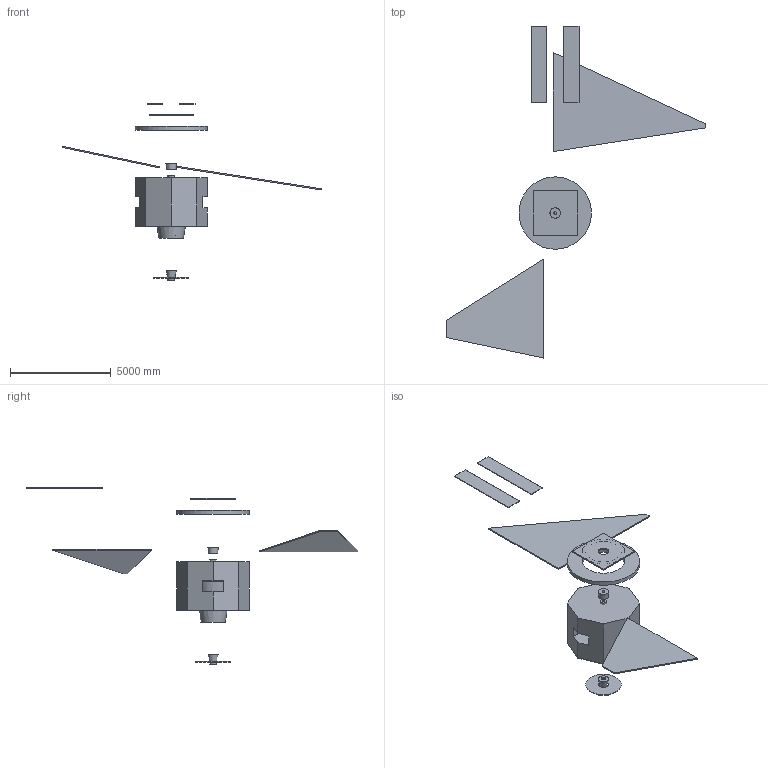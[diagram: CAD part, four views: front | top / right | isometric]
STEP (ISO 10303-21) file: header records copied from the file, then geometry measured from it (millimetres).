
FILE_DESCRIPTION(('FreeCAD Model'),'2;1');
FILE_NAME('AFA.step','2020-09-05T18:08:50',('Author'),(''), 'Open CASCADE STEP processor 7.4','FreeCAD','Unknown');
FILE_SCHEMA(('AUTOMOTIVE_DESIGN { 1 0 10303 214 1 1 1 1 }'));
Length unit declared in the file: millimetre
Products named in the file (59): AFA; AFaM; GDMLPolycone_TGeoPcon; AFaInnerShield; AFaWTube1; GDMLPolycone_TGeoPcon0x1; AFaWTube2; GDMLPolycone_TGeoPcon0x2; AFaWTube3; GDMLCone_TGeoCone; AFaWTube4; GDMLCone_TGeoCone0x1; AFaWPlateA; GDMLPolycone_TGeoPcon0x3; AFaWPlateAI; GDMLPolycone_TGeoPcon0x4; AFaSteelEnvelope; subtraction_shFaSteelEnvelope; AFaPbCone; GDMLPolycone_TGeoPcon0x5; AFaPbConeI; GDMLPolycone_TGeoPcon0x6; AFaCH2Cone; GDMLCone_TGeoCone0x2; AFaFlange; GDMLPolycone_TGeoPcon0x7; AFaMgRing; GDMLPolycone_TGeoPcon0x8; AFaCompRing; GDMLPolycone_TGeoPcon0x9; AFaAcc; GDMLPolycone_TGeoPcon0x10; AFaGraphiteCone; GDMLPolycone_TGeoPcon0x11; AFaGraphiteConeO; GDMLCone_TGeoCone0x3; AFaConcreteCone; GDMLCone_TGeoCone0x4; AFaSteelCone25; GDMLCone_TGeoCone0x5 ...
Assembly tree (58 placements, depth 6):
  AFA
    AFaM
      GDMLPolycone_TGeoPcon
      AFaInnerShield
        AFaWTube1
          GDMLPolycone_TGeoPcon0x1
        AFaWTube2
          GDMLPolycone_TGeoPcon0x2
        AFaWTube3
          GDMLCone_TGeoCone
        AFaWTube4
          GDMLCone_TGeoCone0x1
      AFaWPlateA
        GDMLPolycone_TGeoPcon0x3
        AFaWPlateAI
          GDMLPolycone_TGeoPcon0x4
      AFaSteelEnvelope
        subtraction_shFaSteelEnvelope
      AFaPbCone
        GDMLPolycone_TGeoPcon0x5
        AFaPbConeI
          GDMLPolycone_TGeoPcon0x6
      AFaCH2Cone
        GDMLCone_TGeoCone0x2
      AFaFlange
        GDMLPolycone_TGeoPcon0x7
      AFaMgRing
        GDMLPolycone_TGeoPcon0x8
      AFaCompRing
        GDMLPolycone_TGeoPcon0x9
      AFaAcc
        GDMLPolycone_TGeoPcon0x10
        AFaGraphiteCone
          GDMLPolycone_TGeoPcon0x11
          AFaGraphiteConeO
            GDMLCone_TGeoCone0x3
        AFaConcreteCone
          GDMLCone_TGeoCone0x4
        AFaSteelCone25
          GDMLCone_TGeoCone0x5
        AFaSteelCone31
          GDMLCone_TGeoCone0x6
          AFaSteelCone31I
            GDMLCone_TGeoCone0x7
    AFaEndPlate
      subtraction_shFaEndPlate
    AFass
      AFassUBFlange
        GDMLBox_TGeoBBox
      AFassUBFlange001
        GDMLBox_TGeoBBox001
      AFassUMFlange
        GDMLTrap_TGeoTrap
      AFassLMFlange
        GDMLTrap_TGeoTrap0x1
      AFassCentral
        subtraction_shFassCentral
    AFassAlRing
      GDMLTube_TGeoTube
Bounding box: 12930 x 16507.5 x 8789.5 mm (x, y, z)
Volume: 28075107166.5 mm3; surface area: 215717305 mm2
Topology: 21 solids, 21 shells, 129 faces, 231 edges, 148 vertices
Faces by surface type: plane 98, cone 22, cylinder 9
Full cylindrical faces by diameter (mm): 90 x1, 212 x1, 525 x1, 1753 x1, 2080 x1, 2122 x1, 3600 x1
Entity records: 7382 total; most frequent: DIRECTION 1085, CARTESIAN_POINT 1081, LINE 499, VECTOR 499, ORIENTED_EDGE 462, PCURVE 462, DEFINITIONAL_REPRESENTATION 462, AXIS2_PLACEMENT_3D 256
